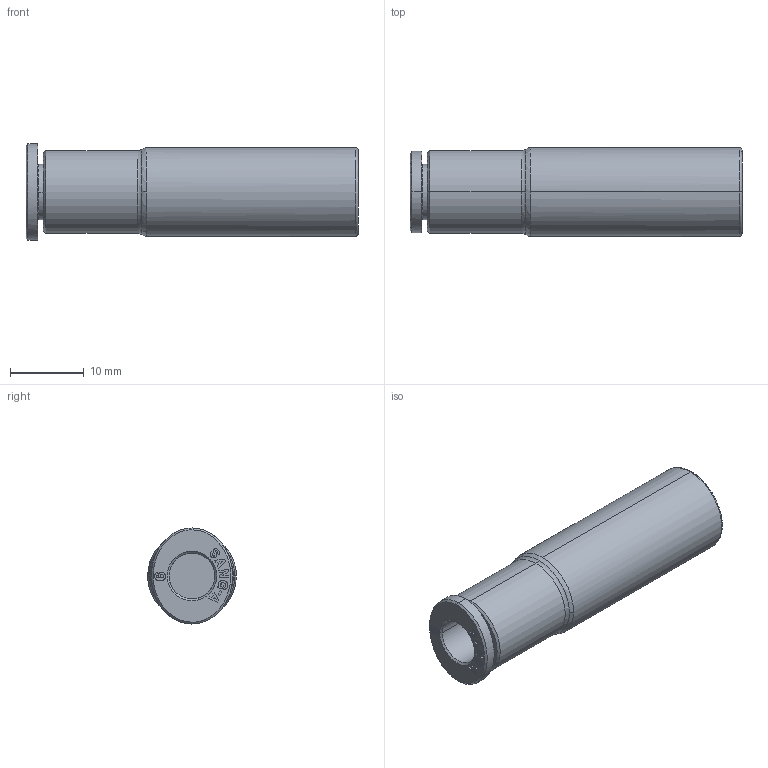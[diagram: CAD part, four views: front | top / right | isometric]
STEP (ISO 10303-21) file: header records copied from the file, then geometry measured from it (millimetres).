
FILE_DESCRIPTION (( 'STEP AP214' ), '1' );
FILE_NAME ('PGJ12-06.stp', '2015-08-18T14:07:14', ( '' ), ( '' ), 'SwSTEP 2.0', 'SolidWorks 2015', '' );
FILE_SCHEMA (( 'AUTOMOTIVE_DESIGN' ));
Length unit declared in the file: millimetre
Products named in the file (2): PGJ12-06; ｦ+ﾃｦ1
Assembly tree (1 placements, depth 2):
  PGJ12-06
    ｦ+ﾃｦ1
Bounding box: 44.95 x 12 x 13 mm (x, y, z)
Volume: 4363.7 mm3; surface area: 2289.5 mm2
Topology: 1 solids, 1 shells, 228 faces, 629 edges, 416 vertices
Faces by surface type: plane 169, bspline 36, cylinder 17, cone 4, torus 2
Entity records: 8894 total; most frequent: CARTESIAN_POINT 3163, ORIENTED_EDGE 1258, DIRECTION 973, EDGE_CURVE 629, LINE 501, VECTOR 501, VERTEX_POINT 416, EDGE_LOOP 241
